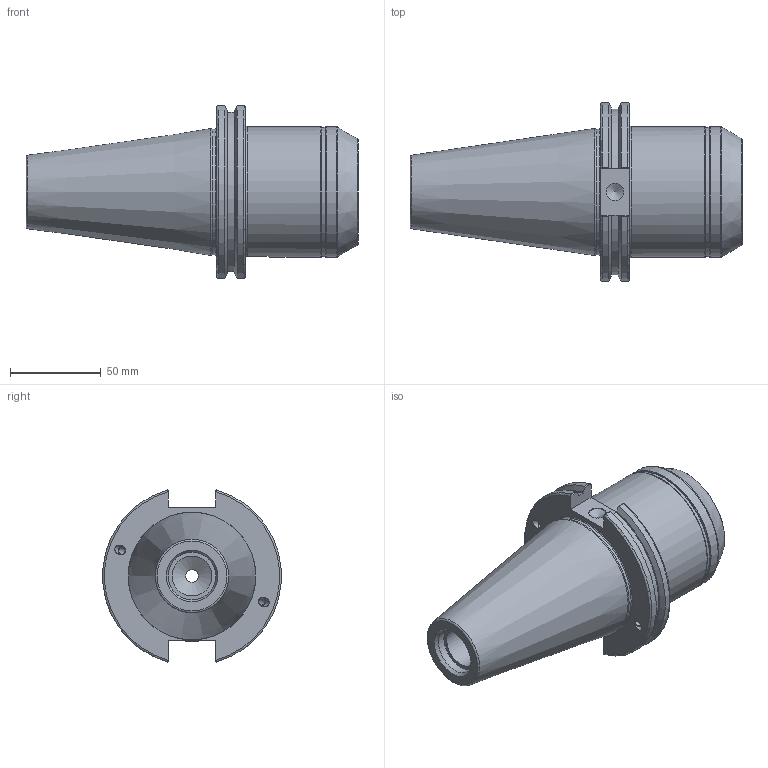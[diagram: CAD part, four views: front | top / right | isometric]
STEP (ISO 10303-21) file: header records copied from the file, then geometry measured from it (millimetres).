
FILE_DESCRIPTION(/* description */ (''),/* implementation_level */ '2;1');
FILE_NAME(/* name */ 'CAT50ADB-HC32P-81.stp',/* time_stamp */ '2021-06-28T08:32:26+09:00',/* author */ ('eos'),/* organization */ (''),/* preprocessor_version */ 'ST-DEVELOPER v18.1',/* originating_system */ 'Autodesk Inventor 2020',/* authorisation */ '');
FILE_SCHEMA (('AUTOMOTIVE_DESIGN { 1 0 10303 214 3 1 1 }'));
Length unit declared in the file: millimetre
Products named in the file (1): CAT50
Bounding box: 182.6 x 98.06 x 94.69 mm (x, y, z)
Volume: 517456.1 mm3; surface area: 63988.1 mm2
Topology: 1 solids, 1 shells, 87 faces, 271 edges, 190 vertices
Faces by surface type: cylinder 30, plane 29, cone 15, torus 13
Full cylindrical faces by diameter (mm): 4.134 x8, 5 x4, 6.917 x1, 9.525 x1, 14 x1, 21.971 x1, 26.2 x1, 32 x1, 32.8 x1, 69.25 x1, 71 x1, 72 x2
Entity records: 3330 total; most frequent: CARTESIAN_POINT 787, DIRECTION 553, ORIENTED_EDGE 536, EDGE_CURVE 268, AXIS2_PLACEMENT_3D 236, VERTEX_POINT 190, CIRCLE 128, EDGE_LOOP 104
